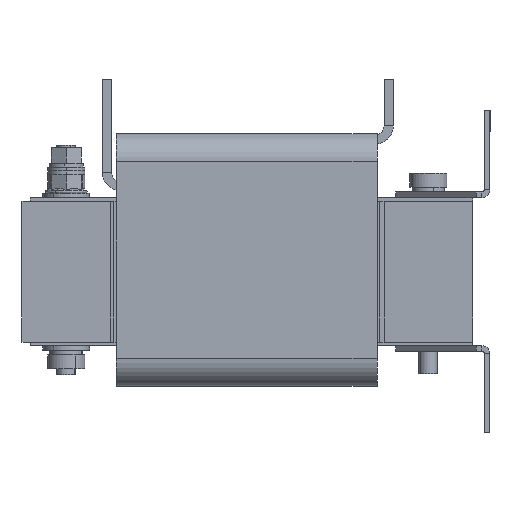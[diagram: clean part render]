
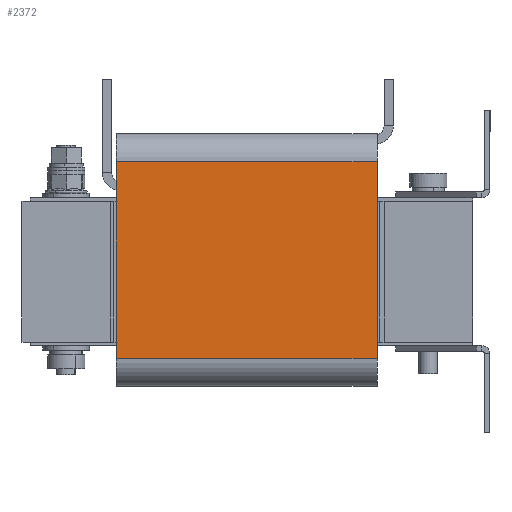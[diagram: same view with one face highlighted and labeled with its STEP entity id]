
A CAD part, left-side view. The second image highlights one B-rep face of the part: STEP entity #2372.
In plain terms, the highlighted planar face has unit normal (-1, 0, 0).
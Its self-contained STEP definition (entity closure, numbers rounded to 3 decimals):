
#761 = VECTOR ( 'NONE', #9267, 1000. ) ;
#951 = CARTESIAN_POINT ( 'NONE',  ( -112.5, 56., 47.25 ) ) ;
#1082 = CARTESIAN_POINT ( 'NONE',  ( -112.5, -56., 47.25 ) ) ;
#1451 = VERTEX_POINT ( 'NONE', #1082 ) ;
#2224 = ORIENTED_EDGE ( 'NONE', *, *, #5241, .T. ) ;
#2322 = CARTESIAN_POINT ( 'NONE',  ( -112.5, 56., 47.25 ) ) ;
#2372 = ADVANCED_FACE ( 'NONE', ( #12062 ), #6998, .F. ) ;
#2948 = AXIS2_PLACEMENT_3D ( 'NONE', #3273, #5162, #11688 ) ;
#3273 = CARTESIAN_POINT ( 'NONE',  ( -112.5, 56., -37.25 ) ) ;
#3626 = VERTEX_POINT ( 'NONE', #9217 ) ;
#3639 = CARTESIAN_POINT ( 'NONE',  ( -112.5, 56., -37.25 ) ) ;
#4164 = CARTESIAN_POINT ( 'NONE',  ( -112.5, 56., -37.25 ) ) ;
#4628 = DIRECTION ( 'NONE',  ( 0., -1., 0. ) ) ;
#4800 = VERTEX_POINT ( 'NONE', #4164 ) ;
#4914 = LINE ( 'NONE', #6360, #6799 ) ;
#5069 = ORIENTED_EDGE ( 'NONE', *, *, #8017, .F. ) ;
#5162 = DIRECTION ( 'NONE',  ( 1., 0., 0. ) ) ;
#5241 = EDGE_CURVE ( 'NONE', #3626, #1451, #8209, .T. ) ;
#5361 = ORIENTED_EDGE ( 'NONE', *, *, #9398, .T. ) ;
#6285 = EDGE_LOOP ( 'NONE', ( #2224, #5069, #11986, #5361 ) ) ;
#6360 = CARTESIAN_POINT ( 'NONE',  ( -112.5, 56., -37.25 ) ) ;
#6799 = VECTOR ( 'NONE', #4628, 1000. ) ;
#6934 = DIRECTION ( 'NONE',  ( 0., -1., 0. ) ) ;
#6955 = VECTOR ( 'NONE', #6934, 1000. ) ;
#6998 = PLANE ( 'NONE',  #2948 ) ;
#7569 = VECTOR ( 'NONE', #8203, 1000. ) ;
#8017 = EDGE_CURVE ( 'NONE', #8934, #1451, #10026, .T. ) ;
#8203 = DIRECTION ( 'NONE',  ( 0., 0., 1. ) ) ;
#8209 = LINE ( 'NONE', #8530, #761 ) ;
#8530 = CARTESIAN_POINT ( 'NONE',  ( -112.5, -56., -37.25 ) ) ;
#8934 = VERTEX_POINT ( 'NONE', #951 ) ;
#9217 = CARTESIAN_POINT ( 'NONE',  ( -112.5, -56., -37.25 ) ) ;
#9267 = DIRECTION ( 'NONE',  ( 0., 0., 1. ) ) ;
#9398 = EDGE_CURVE ( 'NONE', #4800, #3626, #4914, .T. ) ;
#9478 = LINE ( 'NONE', #3639, #7569 ) ;
#10026 = LINE ( 'NONE', #2322, #6955 ) ;
#11037 = EDGE_CURVE ( 'NONE', #4800, #8934, #9478, .T. ) ;
#11688 = DIRECTION ( 'NONE',  ( 0., -1., 0. ) ) ;
#11986 = ORIENTED_EDGE ( 'NONE', *, *, #11037, .F. ) ;
#12062 = FACE_OUTER_BOUND ( 'NONE', #6285, .T. ) ;
